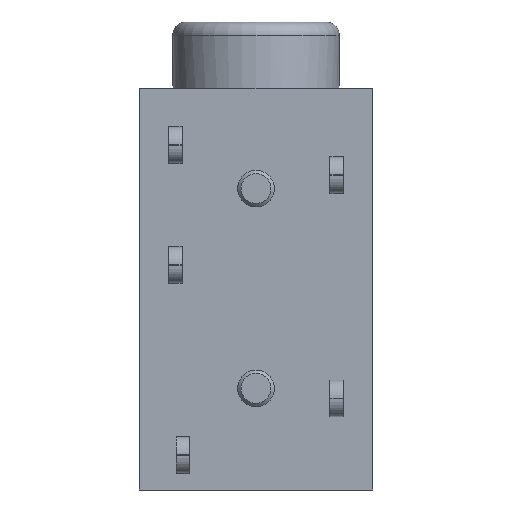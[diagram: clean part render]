
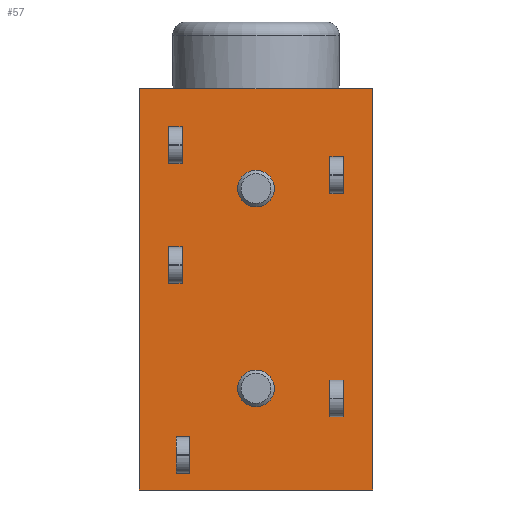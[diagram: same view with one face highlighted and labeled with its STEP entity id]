
A CAD part, front view. The second image highlights one B-rep face of the part: STEP entity #57.
In plain terms, the highlighted planar face has unit normal (0, -1, 0).
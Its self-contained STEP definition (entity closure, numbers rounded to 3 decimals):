
#21 = EDGE_CURVE('',#22,#24,#26,.T.);
#22 = VERTEX_POINT('',#23);
#23 = CARTESIAN_POINT('',(-3.5,0.,0.));
#24 = VERTEX_POINT('',#25);
#25 = CARTESIAN_POINT('',(-3.5,0.,12.05));
#26 = LINE('',#27,#28);
#27 = CARTESIAN_POINT('',(-3.5,0.,0.));
#28 = VECTOR('',#29,1.);
#29 = DIRECTION('',(0.,0.,1.));
#57 = ADVANCED_FACE('',(#58,#99,#110,#121,#155,#189,#223,#257),#291,.F.
  );
#58 = FACE_BOUND('',#59,.F.);
#59 = EDGE_LOOP('',(#60,#68,#69,#77,#85,#93));
#60 = ORIENTED_EDGE('',*,*,#61,.F.);
#61 = EDGE_CURVE('',#22,#62,#64,.T.);
#62 = VERTEX_POINT('',#63);
#63 = CARTESIAN_POINT('',(3.5,0.,0.));
#64 = LINE('',#65,#66);
#65 = CARTESIAN_POINT('',(-3.5,0.,0.));
#66 = VECTOR('',#67,1.);
#67 = DIRECTION('',(1.,0.,0.));
#68 = ORIENTED_EDGE('',*,*,#21,.T.);
#69 = ORIENTED_EDGE('',*,*,#70,.T.);
#70 = EDGE_CURVE('',#24,#71,#73,.T.);
#71 = VERTEX_POINT('',#72);
#72 = CARTESIAN_POINT('',(-1.169,0.,12.05));
#73 = LINE('',#74,#75);
#74 = CARTESIAN_POINT('',(-3.5,0.,12.05));
#75 = VECTOR('',#76,1.);
#76 = DIRECTION('',(1.,0.,0.));
#77 = ORIENTED_EDGE('',*,*,#78,.T.);
#78 = EDGE_CURVE('',#71,#79,#81,.T.);
#79 = VERTEX_POINT('',#80);
#80 = CARTESIAN_POINT('',(1.169,0.,12.05));
#81 = LINE('',#82,#83);
#82 = CARTESIAN_POINT('',(-3.5,0.,12.05));
#83 = VECTOR('',#84,1.);
#84 = DIRECTION('',(1.,0.,0.));
#85 = ORIENTED_EDGE('',*,*,#86,.T.);
#86 = EDGE_CURVE('',#79,#87,#89,.T.);
#87 = VERTEX_POINT('',#88);
#88 = CARTESIAN_POINT('',(3.5,0.,12.05));
#89 = LINE('',#90,#91);
#90 = CARTESIAN_POINT('',(-3.5,0.,12.05));
#91 = VECTOR('',#92,1.);
#92 = DIRECTION('',(1.,0.,0.));
#93 = ORIENTED_EDGE('',*,*,#94,.F.);
#94 = EDGE_CURVE('',#62,#87,#95,.T.);
#95 = LINE('',#96,#97);
#96 = CARTESIAN_POINT('',(3.5,0.,0.));
#97 = VECTOR('',#98,1.);
#98 = DIRECTION('',(0.,0.,1.));
#99 = FACE_BOUND('',#100,.F.);
#100 = EDGE_LOOP('',(#101));
#101 = ORIENTED_EDGE('',*,*,#102,.T.);
#102 = EDGE_CURVE('',#103,#103,#105,.T.);
#103 = VERTEX_POINT('',#104);
#104 = CARTESIAN_POINT('',(0.55,0.,9.05));
#105 = CIRCLE('',#106,0.55);
#106 = AXIS2_PLACEMENT_3D('',#107,#108,#109);
#107 = CARTESIAN_POINT('',(0.,0.,9.05));
#108 = DIRECTION('',(0.,-1.,0.));
#109 = DIRECTION('',(1.,0.,0.));
#110 = FACE_BOUND('',#111,.F.);
#111 = EDGE_LOOP('',(#112));
#112 = ORIENTED_EDGE('',*,*,#113,.T.);
#113 = EDGE_CURVE('',#114,#114,#116,.T.);
#114 = VERTEX_POINT('',#115);
#115 = CARTESIAN_POINT('',(0.55,0.,3.05));
#116 = CIRCLE('',#117,0.55);
#117 = AXIS2_PLACEMENT_3D('',#118,#119,#120);
#118 = CARTESIAN_POINT('',(0.,0.,3.05));
#119 = DIRECTION('',(0.,-1.,0.));
#120 = DIRECTION('',(1.,0.,0.));
#121 = FACE_BOUND('',#122,.F.);
#122 = EDGE_LOOP('',(#123,#133,#141,#149));
#123 = ORIENTED_EDGE('',*,*,#124,.F.);
#124 = EDGE_CURVE('',#125,#127,#129,.T.);
#125 = VERTEX_POINT('',#126);
#126 = CARTESIAN_POINT('',(2.22,0.,10.));
#127 = VERTEX_POINT('',#128);
#128 = CARTESIAN_POINT('',(2.62,0.,10.));
#129 = LINE('',#130,#131);
#130 = CARTESIAN_POINT('',(2.22,0.,10.));
#131 = VECTOR('',#132,1.);
#132 = DIRECTION('',(1.,0.,0.));
#133 = ORIENTED_EDGE('',*,*,#134,.F.);
#134 = EDGE_CURVE('',#135,#125,#137,.T.);
#135 = VERTEX_POINT('',#136);
#136 = CARTESIAN_POINT('',(2.22,0.,8.9));
#137 = LINE('',#138,#139);
#138 = CARTESIAN_POINT('',(2.22,0.,8.9));
#139 = VECTOR('',#140,1.);
#140 = DIRECTION('',(0.,0.,1.));
#141 = ORIENTED_EDGE('',*,*,#142,.T.);
#142 = EDGE_CURVE('',#135,#143,#145,.T.);
#143 = VERTEX_POINT('',#144);
#144 = CARTESIAN_POINT('',(2.62,0.,8.9));
#145 = LINE('',#146,#147);
#146 = CARTESIAN_POINT('',(2.22,0.,8.9));
#147 = VECTOR('',#148,1.);
#148 = DIRECTION('',(1.,0.,0.));
#149 = ORIENTED_EDGE('',*,*,#150,.T.);
#150 = EDGE_CURVE('',#143,#127,#151,.T.);
#151 = LINE('',#152,#153);
#152 = CARTESIAN_POINT('',(2.62,0.,8.9));
#153 = VECTOR('',#154,1.);
#154 = DIRECTION('',(0.,0.,1.));
#155 = FACE_BOUND('',#156,.F.);
#156 = EDGE_LOOP('',(#157,#167,#175,#183));
#157 = ORIENTED_EDGE('',*,*,#158,.F.);
#158 = EDGE_CURVE('',#159,#161,#163,.T.);
#159 = VERTEX_POINT('',#160);
#160 = CARTESIAN_POINT('',(2.22,0.,3.3));
#161 = VERTEX_POINT('',#162);
#162 = CARTESIAN_POINT('',(2.62,0.,3.3));
#163 = LINE('',#164,#165);
#164 = CARTESIAN_POINT('',(2.22,0.,3.3));
#165 = VECTOR('',#166,1.);
#166 = DIRECTION('',(1.,0.,0.));
#167 = ORIENTED_EDGE('',*,*,#168,.F.);
#168 = EDGE_CURVE('',#169,#159,#171,.T.);
#169 = VERTEX_POINT('',#170);
#170 = CARTESIAN_POINT('',(2.22,0.,2.2));
#171 = LINE('',#172,#173);
#172 = CARTESIAN_POINT('',(2.22,0.,2.2));
#173 = VECTOR('',#174,1.);
#174 = DIRECTION('',(0.,0.,1.));
#175 = ORIENTED_EDGE('',*,*,#176,.T.);
#176 = EDGE_CURVE('',#169,#177,#179,.T.);
#177 = VERTEX_POINT('',#178);
#178 = CARTESIAN_POINT('',(2.62,0.,2.2));
#179 = LINE('',#180,#181);
#180 = CARTESIAN_POINT('',(2.22,0.,2.2));
#181 = VECTOR('',#182,1.);
#182 = DIRECTION('',(1.,0.,0.));
#183 = ORIENTED_EDGE('',*,*,#184,.T.);
#184 = EDGE_CURVE('',#177,#161,#185,.T.);
#185 = LINE('',#186,#187);
#186 = CARTESIAN_POINT('',(2.62,0.,2.2));
#187 = VECTOR('',#188,1.);
#188 = DIRECTION('',(0.,0.,1.));
#189 = FACE_BOUND('',#190,.F.);
#190 = EDGE_LOOP('',(#191,#201,#209,#217));
#191 = ORIENTED_EDGE('',*,*,#192,.F.);
#192 = EDGE_CURVE('',#193,#195,#197,.T.);
#193 = VERTEX_POINT('',#194);
#194 = CARTESIAN_POINT('',(-2.62,0.,10.9));
#195 = VERTEX_POINT('',#196);
#196 = CARTESIAN_POINT('',(-2.22,0.,10.9));
#197 = LINE('',#198,#199);
#198 = CARTESIAN_POINT('',(-2.62,0.,10.9));
#199 = VECTOR('',#200,1.);
#200 = DIRECTION('',(1.,0.,0.));
#201 = ORIENTED_EDGE('',*,*,#202,.F.);
#202 = EDGE_CURVE('',#203,#193,#205,.T.);
#203 = VERTEX_POINT('',#204);
#204 = CARTESIAN_POINT('',(-2.62,0.,9.8));
#205 = LINE('',#206,#207);
#206 = CARTESIAN_POINT('',(-2.62,0.,9.8));
#207 = VECTOR('',#208,1.);
#208 = DIRECTION('',(0.,0.,1.));
#209 = ORIENTED_EDGE('',*,*,#210,.T.);
#210 = EDGE_CURVE('',#203,#211,#213,.T.);
#211 = VERTEX_POINT('',#212);
#212 = CARTESIAN_POINT('',(-2.22,0.,9.8));
#213 = LINE('',#214,#215);
#214 = CARTESIAN_POINT('',(-2.62,0.,9.8));
#215 = VECTOR('',#216,1.);
#216 = DIRECTION('',(1.,0.,0.));
#217 = ORIENTED_EDGE('',*,*,#218,.T.);
#218 = EDGE_CURVE('',#211,#195,#219,.T.);
#219 = LINE('',#220,#221);
#220 = CARTESIAN_POINT('',(-2.22,0.,9.8));
#221 = VECTOR('',#222,1.);
#222 = DIRECTION('',(0.,0.,1.));
#223 = FACE_BOUND('',#224,.F.);
#224 = EDGE_LOOP('',(#225,#235,#243,#251));
#225 = ORIENTED_EDGE('',*,*,#226,.F.);
#226 = EDGE_CURVE('',#227,#229,#231,.T.);
#227 = VERTEX_POINT('',#228);
#228 = CARTESIAN_POINT('',(-2.62,0.,7.3));
#229 = VERTEX_POINT('',#230);
#230 = CARTESIAN_POINT('',(-2.22,0.,7.3));
#231 = LINE('',#232,#233);
#232 = CARTESIAN_POINT('',(-2.62,0.,7.3));
#233 = VECTOR('',#234,1.);
#234 = DIRECTION('',(1.,0.,0.));
#235 = ORIENTED_EDGE('',*,*,#236,.F.);
#236 = EDGE_CURVE('',#237,#227,#239,.T.);
#237 = VERTEX_POINT('',#238);
#238 = CARTESIAN_POINT('',(-2.62,0.,6.2));
#239 = LINE('',#240,#241);
#240 = CARTESIAN_POINT('',(-2.62,0.,6.2));
#241 = VECTOR('',#242,1.);
#242 = DIRECTION('',(0.,0.,1.));
#243 = ORIENTED_EDGE('',*,*,#244,.T.);
#244 = EDGE_CURVE('',#237,#245,#247,.T.);
#245 = VERTEX_POINT('',#246);
#246 = CARTESIAN_POINT('',(-2.22,0.,6.2));
#247 = LINE('',#248,#249);
#248 = CARTESIAN_POINT('',(-2.62,0.,6.2));
#249 = VECTOR('',#250,1.);
#250 = DIRECTION('',(1.,0.,0.));
#251 = ORIENTED_EDGE('',*,*,#252,.T.);
#252 = EDGE_CURVE('',#245,#229,#253,.T.);
#253 = LINE('',#254,#255);
#254 = CARTESIAN_POINT('',(-2.22,0.,6.2));
#255 = VECTOR('',#256,1.);
#256 = DIRECTION('',(0.,0.,1.));
#257 = FACE_BOUND('',#258,.F.);
#258 = EDGE_LOOP('',(#259,#269,#277,#285));
#259 = ORIENTED_EDGE('',*,*,#260,.F.);
#260 = EDGE_CURVE('',#261,#263,#265,.T.);
#261 = VERTEX_POINT('',#262);
#262 = CARTESIAN_POINT('',(-2.4,0.,1.6));
#263 = VERTEX_POINT('',#264);
#264 = CARTESIAN_POINT('',(-2.,0.,1.6));
#265 = LINE('',#266,#267);
#266 = CARTESIAN_POINT('',(-2.4,0.,1.6));
#267 = VECTOR('',#268,1.);
#268 = DIRECTION('',(1.,0.,0.));
#269 = ORIENTED_EDGE('',*,*,#270,.F.);
#270 = EDGE_CURVE('',#271,#261,#273,.T.);
#271 = VERTEX_POINT('',#272);
#272 = CARTESIAN_POINT('',(-2.4,0.,0.5));
#273 = LINE('',#274,#275);
#274 = CARTESIAN_POINT('',(-2.4,0.,0.5));
#275 = VECTOR('',#276,1.);
#276 = DIRECTION('',(0.,0.,1.));
#277 = ORIENTED_EDGE('',*,*,#278,.T.);
#278 = EDGE_CURVE('',#271,#279,#281,.T.);
#279 = VERTEX_POINT('',#280);
#280 = CARTESIAN_POINT('',(-2.,0.,0.5));
#281 = LINE('',#282,#283);
#282 = CARTESIAN_POINT('',(-2.4,0.,0.5));
#283 = VECTOR('',#284,1.);
#284 = DIRECTION('',(1.,0.,0.));
#285 = ORIENTED_EDGE('',*,*,#286,.T.);
#286 = EDGE_CURVE('',#279,#263,#287,.T.);
#287 = LINE('',#288,#289);
#288 = CARTESIAN_POINT('',(-2.,0.,0.5));
#289 = VECTOR('',#290,1.);
#290 = DIRECTION('',(0.,0.,1.));
#291 = PLANE('',#292);
#292 = AXIS2_PLACEMENT_3D('',#293,#294,#295);
#293 = CARTESIAN_POINT('',(-3.5,0.,0.));
#294 = DIRECTION('',(0.,1.,0.));
#295 = DIRECTION('',(0.,0.,1.));
